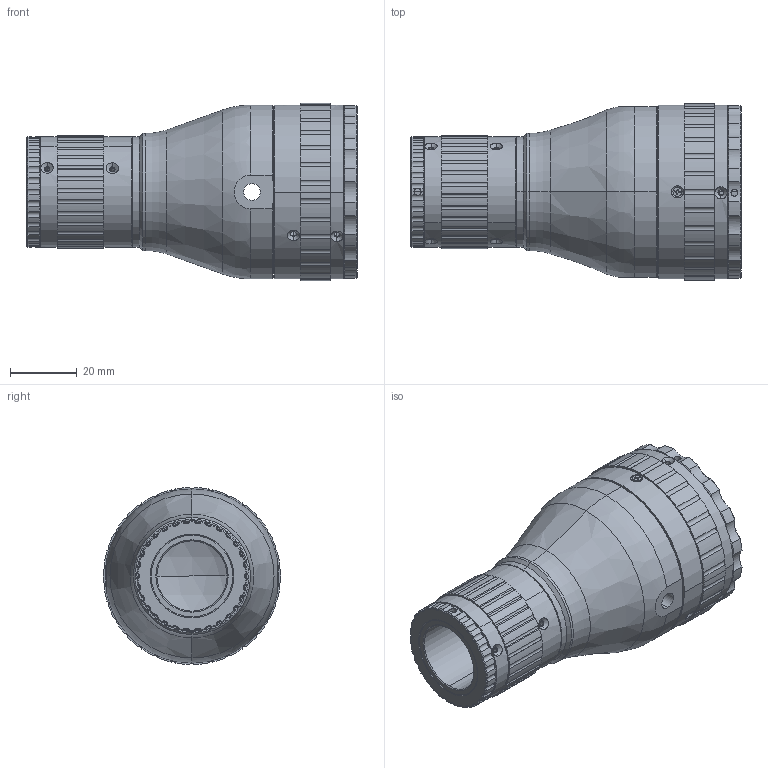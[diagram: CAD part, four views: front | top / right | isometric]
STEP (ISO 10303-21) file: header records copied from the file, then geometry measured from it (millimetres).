
FILE_DESCRIPTION (( 'STEP AP214' ), '1' );
FILE_NAME ('GCO-2505.STEP', '2017-08-08T06:53:53', ( '个人用户' ), ( '微软中国' ), 'SwSTEP 2.0', 'SolidWorks 2012', '' );
FILE_SCHEMA (( 'AUTOMOTIVE_DESIGN' ));
Length unit declared in the file: millimetre
Products named in the file (1): GCO-2505
Bounding box: 98.7 x 52.99 x 52.98 mm (x, y, z)
Surface area: 34065.9 mm2 (no closed solid volume)
Topology: 0 solids, 14 shells, 639 faces, 1733 edges, 1097 vertices
Faces by surface type: cylinder 327, cone 267, plane 39, torus 4, sphere 2
Entity records: 29507 total; most frequent: CARTESIAN_POINT 6444, DIRECTION 3560, ORIENTED_EDGE 3189, EDGE_CURVE 1733, AXIS2_PLACEMENT_3D 1538, VERTEX_POINT 1097, CIRCLE 898, EDGE_LOOP 695
